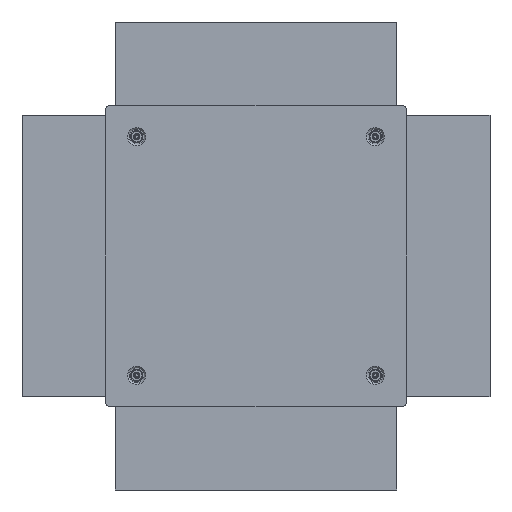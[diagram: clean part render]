
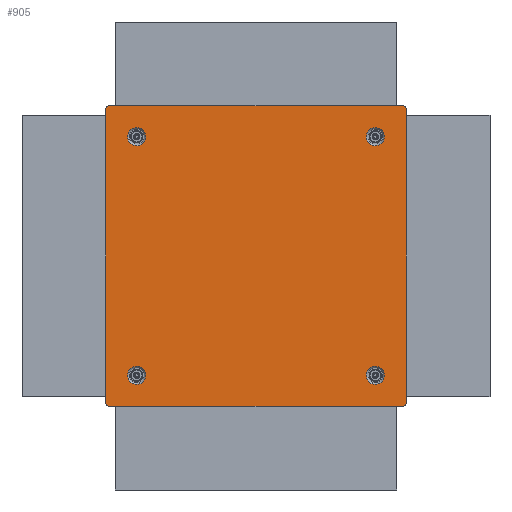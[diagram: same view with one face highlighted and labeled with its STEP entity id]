
A CAD part, front view. The second image highlights one B-rep face of the part: STEP entity #905.
In plain terms, the highlighted face is planar.
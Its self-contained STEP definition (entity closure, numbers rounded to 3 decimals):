
#2=CARTESIAN_POINT('',(221.,-221.,0.));
#3=DIRECTION('',(0.,0.,-1.));
#4=DIRECTION('',(-1.,0.,0.));
#5=AXIS2_PLACEMENT_3D('',#2,#3,#4);
#7=CARTESIAN_POINT('',(221.,-221.,0.));
#8=DIRECTION('',(0.,0.,-1.));
#9=DIRECTION('',(1.,0.,0.));
#10=AXIS2_PLACEMENT_3D('',#7,#8,#9);
#12=CARTESIAN_POINT('',(-221.,-221.,0.));
#13=DIRECTION('',(0.,0.,1.));
#14=DIRECTION('',(1.,0.,0.));
#15=AXIS2_PLACEMENT_3D('',#12,#13,#14);
#17=CARTESIAN_POINT('',(-221.,-221.,0.));
#18=DIRECTION('',(0.,0.,1.));
#19=DIRECTION('',(-1.,0.,0.));
#20=AXIS2_PLACEMENT_3D('',#17,#18,#19);
#22=CARTESIAN_POINT('',(-221.,221.,0.));
#23=DIRECTION('',(0.,0.,-1.));
#24=DIRECTION('',(1.,0.,0.));
#25=AXIS2_PLACEMENT_3D('',#22,#23,#24);
#27=CARTESIAN_POINT('',(-221.,221.,0.));
#28=DIRECTION('',(0.,0.,-1.));
#29=DIRECTION('',(-1.,0.,0.));
#30=AXIS2_PLACEMENT_3D('',#27,#28,#29);
#32=CARTESIAN_POINT('',(221.,221.,0.));
#33=DIRECTION('',(0.,0.,1.));
#34=DIRECTION('',(-1.,0.,0.));
#35=AXIS2_PLACEMENT_3D('',#32,#33,#34);
#37=CARTESIAN_POINT('',(221.,221.,0.));
#38=DIRECTION('',(0.,0.,1.));
#39=DIRECTION('',(1.,0.,0.));
#40=AXIS2_PLACEMENT_3D('',#37,#38,#39);
#42=CARTESIAN_POINT('',(-273.,-273.,0.));
#43=DIRECTION('',(0.,0.,-1.));
#44=DIRECTION('',(0.,-1.,0.));
#45=AXIS2_PLACEMENT_3D('',#42,#43,#44);
#47=CARTESIAN_POINT('',(273.,-273.,0.));
#48=DIRECTION('',(0.,0.,1.));
#49=DIRECTION('',(0.,-1.,0.));
#50=AXIS2_PLACEMENT_3D('',#47,#48,#49);
#52=CARTESIAN_POINT('',(273.,273.,0.));
#53=DIRECTION('',(0.,0.,-1.));
#54=DIRECTION('',(0.,1.,0.));
#55=AXIS2_PLACEMENT_3D('',#52,#53,#54);
#57=CARTESIAN_POINT('',(-273.,273.,0.));
#58=DIRECTION('',(0.,0.,1.));
#59=DIRECTION('',(0.,1.,0.));
#60=AXIS2_PLACEMENT_3D('',#57,#58,#59);
#602=DIRECTION('',(0.,-1.,0.));
#603=VECTOR('',#602,546.);
#604=CARTESIAN_POINT('',(278.,273.,0.));
#605=LINE('',#604,#603);
#626=DIRECTION('',(1.,0.,0.));
#627=VECTOR('',#626,546.);
#628=CARTESIAN_POINT('',(-273.,-278.,0.));
#629=LINE('',#628,#627);
#642=DIRECTION('',(0.,1.,0.));
#643=VECTOR('',#642,546.);
#644=CARTESIAN_POINT('',(-278.,-273.,0.));
#645=LINE('',#644,#643);
#658=DIRECTION('',(1.,0.,0.));
#659=VECTOR('',#658,546.);
#660=CARTESIAN_POINT('',(-273.,278.,0.));
#661=LINE('',#660,#659);
#678=CARTESIAN_POINT('',(204.125,221.,0.));
#679=CARTESIAN_POINT('',(237.875,221.,0.));
#680=VERTEX_POINT('',#678);
#681=VERTEX_POINT('',#679);
#706=CARTESIAN_POINT('',(273.,278.,0.));
#707=CARTESIAN_POINT('',(278.,273.,0.));
#708=VERTEX_POINT('',#706);
#709=VERTEX_POINT('',#707);
#726=CARTESIAN_POINT('',(-204.125,221.,0.));
#727=CARTESIAN_POINT('',(-237.875,221.,0.));
#728=VERTEX_POINT('',#726);
#729=VERTEX_POINT('',#727);
#754=CARTESIAN_POINT('',(-273.,278.,0.));
#755=CARTESIAN_POINT('',(-278.,273.,0.));
#756=VERTEX_POINT('',#754);
#757=VERTEX_POINT('',#755);
#774=CARTESIAN_POINT('',(204.125,-221.,0.));
#775=CARTESIAN_POINT('',(237.875,-221.,0.));
#776=VERTEX_POINT('',#774);
#777=VERTEX_POINT('',#775);
#802=CARTESIAN_POINT('',(273.,-278.,0.));
#803=CARTESIAN_POINT('',(278.,-273.,0.));
#804=VERTEX_POINT('',#802);
#805=VERTEX_POINT('',#803);
#822=CARTESIAN_POINT('',(-204.125,-221.,0.));
#823=CARTESIAN_POINT('',(-237.875,-221.,0.));
#824=VERTEX_POINT('',#822);
#825=VERTEX_POINT('',#823);
#850=CARTESIAN_POINT('',(-273.,-278.,0.));
#851=CARTESIAN_POINT('',(-278.,-273.,0.));
#852=VERTEX_POINT('',#850);
#853=VERTEX_POINT('',#851);
#858=CARTESIAN_POINT('',(0.,0.,0.));
#859=DIRECTION('',(0.,0.,1.));
#860=DIRECTION('',(1.,0.,0.));
#861=AXIS2_PLACEMENT_3D('',#858,#859,#860);
#862=PLANE('',#861);
#864=ORIENTED_EDGE('',*,*,#863,.F.);
#866=ORIENTED_EDGE('',*,*,#865,.F.);
#868=ORIENTED_EDGE('',*,*,#867,.T.);
#870=ORIENTED_EDGE('',*,*,#869,.T.);
#872=ORIENTED_EDGE('',*,*,#871,.F.);
#874=ORIENTED_EDGE('',*,*,#873,.F.);
#876=ORIENTED_EDGE('',*,*,#875,.F.);
#878=ORIENTED_EDGE('',*,*,#877,.T.);
#879=EDGE_LOOP('',(#864,#866,#868,#870,#872,#874,#876,#878));
#880=FACE_OUTER_BOUND('',#879,.F.);
#882=ORIENTED_EDGE('',*,*,#881,.F.);
#884=ORIENTED_EDGE('',*,*,#883,.F.);
#885=EDGE_LOOP('',(#882,#884));
#886=FACE_BOUND('',#885,.F.);
#888=ORIENTED_EDGE('',*,*,#887,.T.);
#890=ORIENTED_EDGE('',*,*,#889,.T.);
#891=EDGE_LOOP('',(#888,#890));
#892=FACE_BOUND('',#891,.F.);
#894=ORIENTED_EDGE('',*,*,#893,.F.);
#896=ORIENTED_EDGE('',*,*,#895,.F.);
#897=EDGE_LOOP('',(#894,#896));
#898=FACE_BOUND('',#897,.F.);
#900=ORIENTED_EDGE('',*,*,#899,.T.);
#902=ORIENTED_EDGE('',*,*,#901,.T.);
#903=EDGE_LOOP('',(#900,#902));
#904=FACE_BOUND('',#903,.F.);
#905=ADVANCED_FACE('',(#880,#886,#892,#898,#904),#862,.F.);
#6=CIRCLE('',#5,16.875);
#11=CIRCLE('',#10,16.875);
#16=CIRCLE('',#15,16.875);
#21=CIRCLE('',#20,16.875);
#26=CIRCLE('',#25,16.875);
#31=CIRCLE('',#30,16.875);
#36=CIRCLE('',#35,16.875);
#41=CIRCLE('',#40,16.875);
#46=CIRCLE('',#45,5.);
#51=CIRCLE('',#50,5.);
#56=CIRCLE('',#55,5.);
#61=CIRCLE('',#60,5.);
#863=EDGE_CURVE('',#853,#757,#645,.T.);
#865=EDGE_CURVE('',#852,#853,#46,.T.);
#867=EDGE_CURVE('',#852,#804,#629,.T.);
#869=EDGE_CURVE('',#804,#805,#51,.T.);
#871=EDGE_CURVE('',#709,#805,#605,.T.);
#873=EDGE_CURVE('',#708,#709,#56,.T.);
#875=EDGE_CURVE('',#756,#708,#661,.T.);
#877=EDGE_CURVE('',#756,#757,#61,.T.);
#881=EDGE_CURVE('',#824,#825,#16,.T.);
#883=EDGE_CURVE('',#825,#824,#21,.T.);
#887=EDGE_CURVE('',#728,#729,#26,.T.);
#889=EDGE_CURVE('',#729,#728,#31,.T.);
#893=EDGE_CURVE('',#680,#681,#36,.T.);
#895=EDGE_CURVE('',#681,#680,#41,.T.);
#899=EDGE_CURVE('',#776,#777,#6,.T.);
#901=EDGE_CURVE('',#777,#776,#11,.T.);
